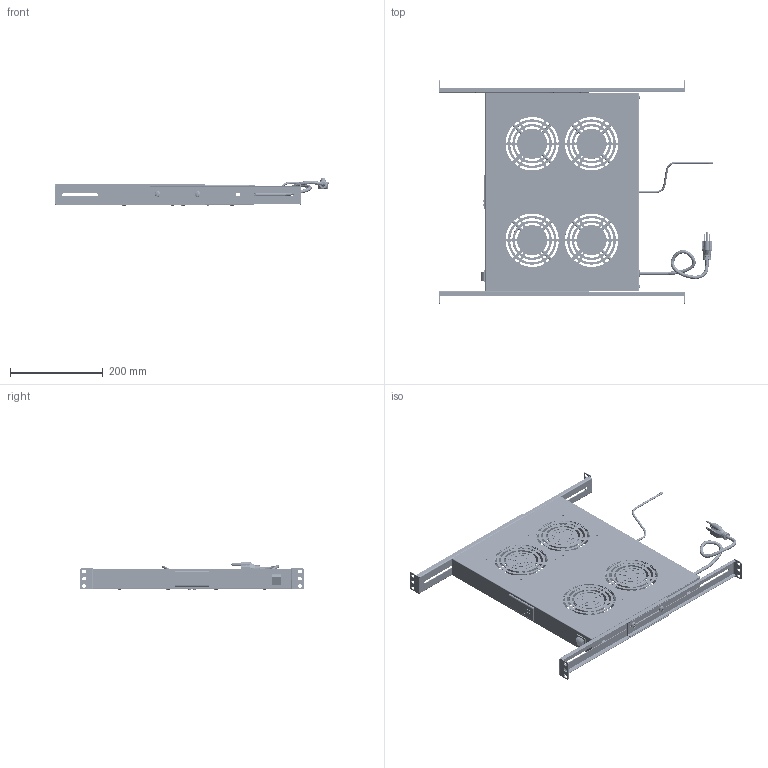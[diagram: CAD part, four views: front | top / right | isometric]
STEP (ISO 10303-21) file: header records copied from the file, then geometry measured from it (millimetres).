
FILE_DESCRIPTION (( 'STEP AP214' ), '1' );
FILE_NAME ('LC1UFNSH4ECUL110VTC_3D.step', '2025-02-26T20:03:01', ( '' ), ( '' ), 'SwSTEP 2.0', 'SolidWorks 2022', '' );
FILE_SCHEMA (( 'AUTOMOTIVE_DESIGN' ));
Length unit declared in the file: inch
Products named in the file (26): NEMA POWER CABLE_1; KKKK_5; DIAN_5; M6_16_15; KAKOU_ASM_5; JD_5; XIAN_1_5; NEMA_5-15P; DIWKQ_5; LC1UFNSH4ECUL110VTC_3D; JXZ_5; NEMA CABLE WIRE_1; FAN-RAIL1_5; FAN_BODY_5; LUOSI_ASM_5; FAN-RAIL_5; NEMA POWER PLUG CABLE_; M6LSM6KK_ASM_5; FAN_120X120X25_5; M4X8LS_15; FAN_COVER_5; KK_5; MIQ_5; M6_16DIAN_5; ER_ASM_5_expanded; M3_5
Assembly tree (50 placements, depth 4):
  LC1UFNSH4ECUL110VTC_3D
    FAN_BODY_5
    FAN_COVER_5
    KKKK_5
    DIWKQ_5
    JXZ_5
    FAN_120X120X25_5  x4
    ER_ASM_5_expanded  x2
      FAN-RAIL_5
      FAN-RAIL1_5
    M6LSM6KK_ASM_5  x4
      KAKOU_ASM_5
        KK_5
        DIAN_5
      LUOSI_ASM_5
        M6_16_15
        M6_16DIAN_5
    MIQ_5
    M4X8LS_15  x18
    M3_5  x2
    JD_5
    XIAN_1_5
    NEMA POWER PLUG CABLE_
      NEMA POWER CABLE_1
      NEMA_5-15P
    NEMA CABLE WIRE_1
Bounding box: 591.04 x 482.5 x 60.87 mm (x, y, z)
Volume: 1072241.1 mm3; surface area: 1122422.5 mm2
Topology: 51 solids, 56 shells, 4753 faces, 14774 edges, 10191 vertices
Faces by surface type: cylinder 2609, plane 1549, bspline 419, cone 156, torus 18, sphere 2
Entity records: 123442 total; most frequent: CARTESIAN_POINT 51328, ORIENTED_EDGE 15454, DIRECTION 13637, EDGE_CURVE 7740, VERTEX_POINT 5200, AXIS2_PLACEMENT_3D 5055, LINE 3527, VECTOR 3527
